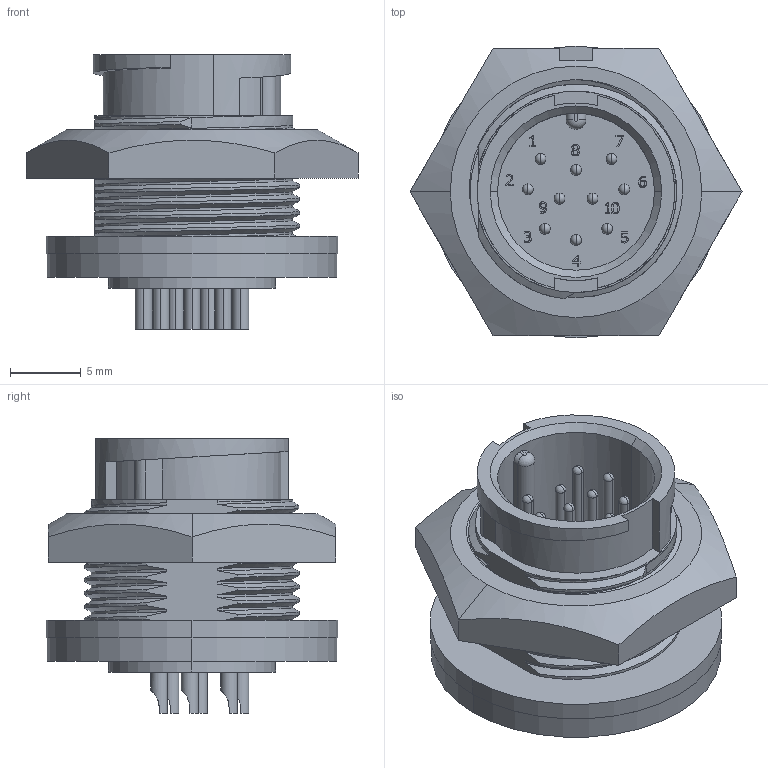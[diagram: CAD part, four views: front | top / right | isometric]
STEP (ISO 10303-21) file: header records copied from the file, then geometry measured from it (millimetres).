
FILE_DESCRIPTION (( 'STEP AP203' ), '1' );
FILE_NAME ('W7882-10PG-300.STEP', '2017-04-06T22:02:48', ( '' ), ( '' ), 'SwSTEP 2.0', 'SolidWorks 2014', '' );
FILE_SCHEMA (( 'CONFIG_CONTROL_DESIGN' ));
Length unit declared in the file: millimetre
Products named in the file (1): W7882-10PG-300
Bounding box: 23.46 x 20.62 x 19.43 mm (x, y, z)
Volume: 2792.6 mm3; surface area: 3086.7 mm2
Topology: 2 solids, 2 shells, 441 faces, 1194 edges, 780 vertices
Faces by surface type: plane 152, bspline 141, cylinder 123, sphere 20, cone 4, torus 1
Entity records: 31986 total; most frequent: CARTESIAN_POINT 22246, ORIENTED_EDGE 2308, DIRECTION 1514, EDGE_CURVE 1154, VERTEX_POINT 760, LINE 568, VECTOR 568, EDGE_LOOP 486
